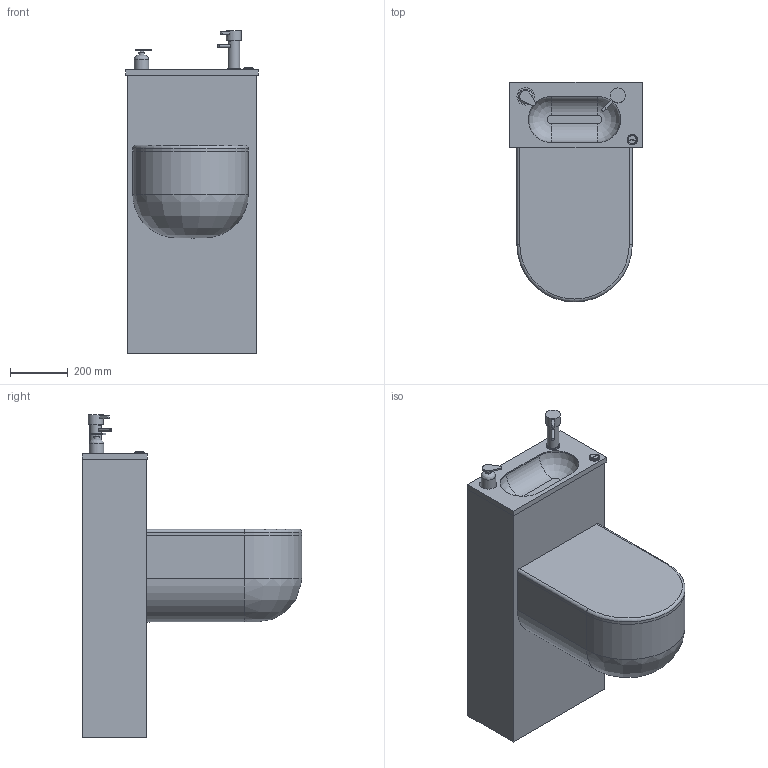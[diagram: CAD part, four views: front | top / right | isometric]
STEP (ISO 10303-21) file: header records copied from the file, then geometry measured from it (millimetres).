
FILE_DESCRIPTION(('FreeCAD Model'),'2;1');
FILE_NAME('Wall-Hung-Toilets.step', '2019-08-26T15:33:15',('Author'),(''), 'Open CASCADE STEP processor 7.3','FreeCAD','Unknown');
FILE_SCHEMA(('AUTOMOTIVE_DESIGN { 1 0 10303 214 1 1 1 1 }'));
Length unit declared in the file: millimetre
Products named in the file (1): Fillet003
Bounding box: 458 x 762 x 1119 mm (x, y, z)
Volume: 153902576.1 mm3; surface area: 2220638.4 mm2
Topology: 1 solids, 2 shells, 85 faces, 182 edges, 117 vertices
Faces by surface type: plane 54, cylinder 26, revolution 4, torus 1
Full cylindrical faces by diameter (mm): 10.276 x1, 14 x1, 18 x1, 30 x1, 36 x1, 40 x1, 44 x1, 50 x1, 52 x1, 60 x1
Entity records: 5000 total; most frequent: CARTESIAN_POINT 1199, DIRECTION 719, LINE 403, VECTOR 403, ORIENTED_EDGE 364, PCURVE 364, DEFINITIONAL_REPRESENTATION 364, EDGE_CURVE 182
